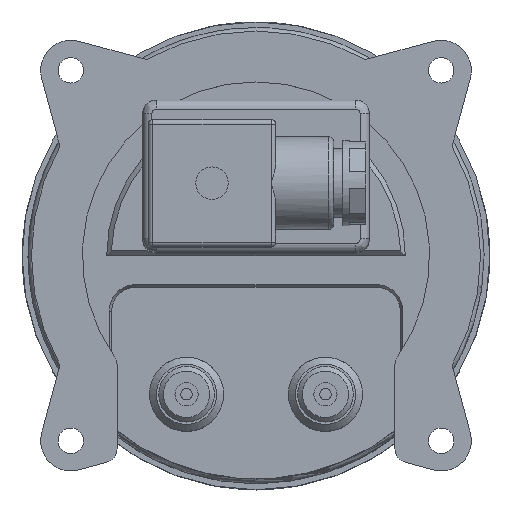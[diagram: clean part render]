
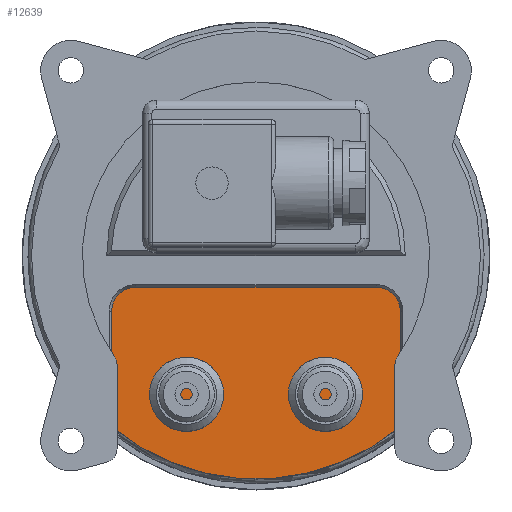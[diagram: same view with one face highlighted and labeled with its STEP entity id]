
A CAD part, top view. The second image highlights one B-rep face of the part: STEP entity #12639.
In plain terms, the highlighted planar face has unit normal (0, 0, 1).
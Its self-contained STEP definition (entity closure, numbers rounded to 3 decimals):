
#304=CIRCLE('',#13418,48.25);
#306=CIRCLE('',#13422,5.155);
#307=CIRCLE('',#13423,5.155);
#1288=FACE_OUTER_BOUND('',#2060,.T.);
#2060=EDGE_LOOP('',(#10124,#10125,#10126,#10127,#10128,#10129));
#3355=LINE('',#20080,#4650);
#3356=LINE('',#20084,#4651);
#3357=LINE('',#20087,#4652);
#4650=VECTOR('',#15944,10.);
#4651=VECTOR('',#15947,10.);
#4652=VECTOR('',#15950,10.);
#5712=VERTEX_POINT('',#20070);
#5714=VERTEX_POINT('',#20073);
#5716=VERTEX_POINT('',#20079);
#5717=VERTEX_POINT('',#20081);
#5718=VERTEX_POINT('',#20083);
#5719=VERTEX_POINT('',#20085);
#7284=EDGE_CURVE('',#5714,#5712,#304,.T.);
#7287=EDGE_CURVE('',#5716,#5712,#3355,.T.);
#7288=EDGE_CURVE('',#5717,#5716,#306,.T.);
#7289=EDGE_CURVE('',#5718,#5717,#3356,.T.);
#7290=EDGE_CURVE('',#5719,#5718,#307,.T.);
#7291=EDGE_CURVE('',#5714,#5719,#3357,.T.);
#10124=ORIENTED_EDGE('',*,*,#7287,.F.);
#10125=ORIENTED_EDGE('',*,*,#7288,.F.);
#10126=ORIENTED_EDGE('',*,*,#7289,.F.);
#10127=ORIENTED_EDGE('',*,*,#7290,.F.);
#10128=ORIENTED_EDGE('',*,*,#7291,.F.);
#10129=ORIENTED_EDGE('',*,*,#7284,.T.);
#12087=PLANE('',#13421);
#12639=ADVANCED_FACE('',(#1288),#12087,.F.);
#13418=AXIS2_PLACEMENT_3D('',#20074,#15936,#15937);
#13421=AXIS2_PLACEMENT_3D('',#20078,#15942,#15943);
#13422=AXIS2_PLACEMENT_3D('',#20082,#15945,#15946);
#13423=AXIS2_PLACEMENT_3D('',#20086,#15948,#15949);
#15936=DIRECTION('center_axis',(0.,0.,1.));
#15937=DIRECTION('ref_axis',(-1.,0.,0.));
#15942=DIRECTION('center_axis',(0.,0.,-1.));
#15943=DIRECTION('ref_axis',(-1.,0.,0.));
#15944=DIRECTION('',(0.,-1.,0.));
#15945=DIRECTION('center_axis',(0.,0.,-1.));
#15946=DIRECTION('ref_axis',(-1.,0.,0.));
#15947=DIRECTION('',(1.,0.,0.));
#15948=DIRECTION('center_axis',(0.,0.,-1.));
#15949=DIRECTION('ref_axis',(1.,0.,0.));
#15950=DIRECTION('',(0.,1.,0.));
#20070=CARTESIAN_POINT('',(31.155,-36.844,-2.));
#20073=CARTESIAN_POINT('',(-31.155,-36.844,-2.));
#20074=CARTESIAN_POINT('Origin',(0.,0.,-2.));
#20078=CARTESIAN_POINT('Origin',(0.,0.,-2.));
#20079=CARTESIAN_POINT('',(31.155,-12.,-2.));
#20080=CARTESIAN_POINT('',(31.155,-6.,-2.));
#20081=CARTESIAN_POINT('',(26.,-6.845,-2.));
#20082=CARTESIAN_POINT('Origin',(26.,-12.,-2.));
#20083=CARTESIAN_POINT('',(-26.,-6.845,-2.));
#20084=CARTESIAN_POINT('',(-13.,-6.845,-2.));
#20085=CARTESIAN_POINT('',(-31.155,-12.,-2.));
#20086=CARTESIAN_POINT('Origin',(-26.,-12.,-2.));
#20087=CARTESIAN_POINT('',(-31.155,-6.,-2.));
